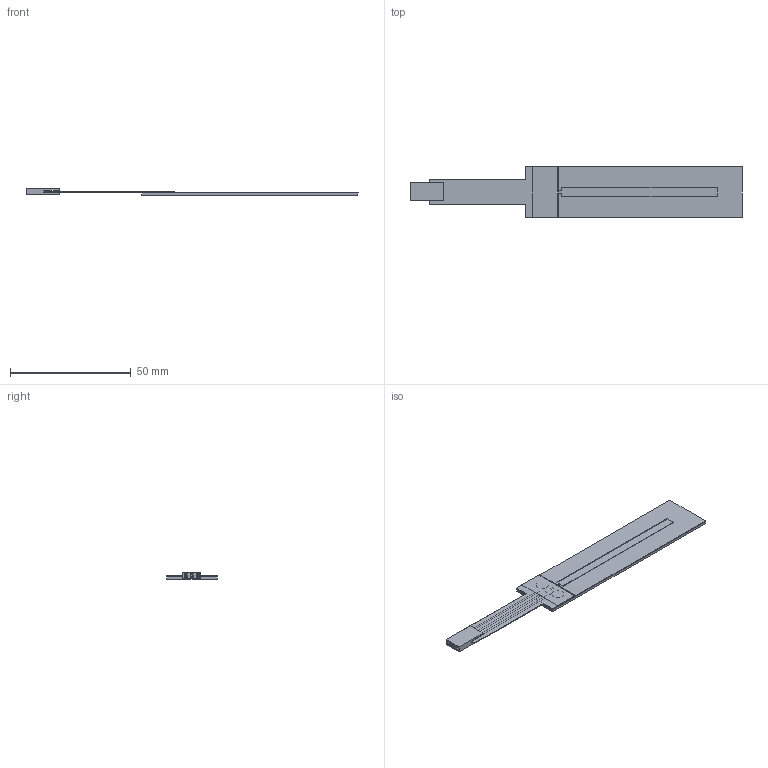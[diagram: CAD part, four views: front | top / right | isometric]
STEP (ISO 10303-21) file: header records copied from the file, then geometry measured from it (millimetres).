
FILE_DESCRIPTION (( 'STEP AP214' ), '1' );
FILE_NAME ('0435_LSP_0050.STEP', '2013-07-15T08:15:16', ( 'dummy' ), ( '' ), 'SwSTEP 2.0', 'SolidWorks 2013', '' );
FILE_SCHEMA (( 'AUTOMOTIVE_DESIGN' ));
Length unit declared in the file: millimetre
Products named in the file (1): 0435_LSP_0050
Bounding box: 137.5 x 21 x 2.76 mm (x, y, z)
Surface area: 8494.2 mm2 (no closed solid volume)
Topology: 0 solids, 9 shells, 90 faces, 420 edges, 319 vertices
Faces by surface type: plane 82, cylinder 8
Entity records: 5168 total; most frequent: CARTESIAN_POINT 830, DIRECTION 623, ORIENTED_EDGE 620, EDGE_CURVE 420, VECTOR 399, LINE 399, VERTEX_POINT 319, AXIS2_PLACEMENT_3D 112
